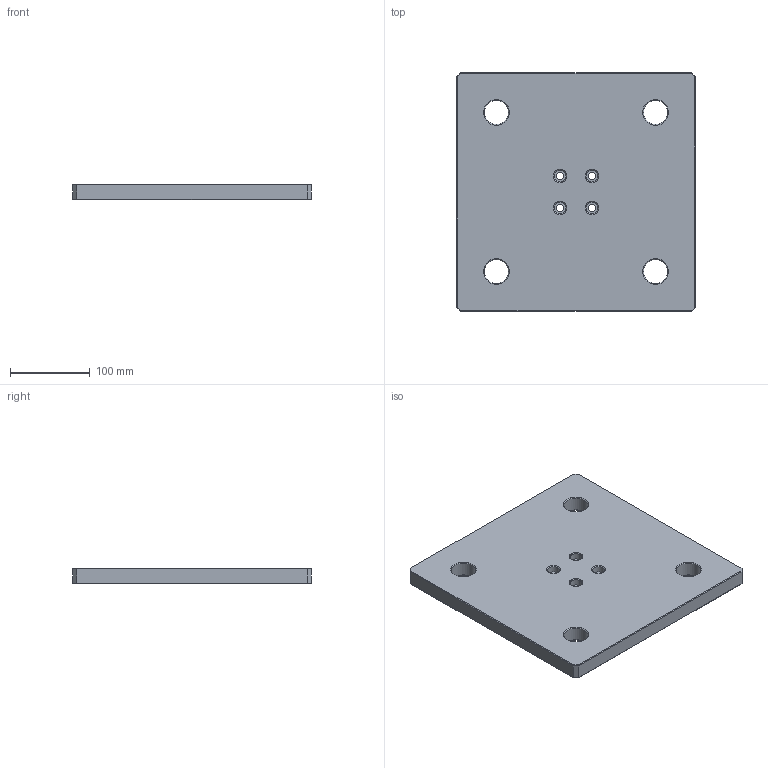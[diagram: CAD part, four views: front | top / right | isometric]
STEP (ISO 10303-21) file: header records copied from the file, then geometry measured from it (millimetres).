
FILE_DESCRIPTION(/* description */ (''),/* implementation_level */ '2;1');
FILE_NAME(/* name */ '10412_KriTec_Portalplatte_Aluminium_300x300x20_fuer_Profil_8_80x80.stp',/* time_stamp */ '2015-02-11T12:01:09+01:00',/* author */ ('kostic'),/* organization */ (''),/* preprocessor_version */ 'ST-DEVELOPER v15.2',/* originating_system */ 'Autodesk Inventor 2014',/* authorisation */ '');
FILE_SCHEMA (('CONFIG_CONTROL_DESIGN'));
Length unit declared in the file: millimetre
Products named in the file (1): 10412_KriTec_Portalplatte_Aluminium_300x300x20_fuer_Profil_8_80x80
Bounding box: 300 x 300 x 20 mm (x, y, z)
Volume: 1730131.7 mm3; surface area: 205939.6 mm2
Topology: 1 solids, 1 shells, 57 faces, 127 edges, 76 vertices
Faces by surface type: plane 29, cone 16, cylinder 12
Full cylindrical faces by diameter (mm): 9 x4, 15 x4, 30.376 x4
Entity records: 1430 total; most frequent: DIRECTION 251, CARTESIAN_POINT 225, ORIENTED_EDGE 190, EDGE_LOOP 105, AXIS2_PLACEMENT_3D 98, EDGE_CURVE 95, VERTEX_POINT 72, ADVANCED_FACE 57
